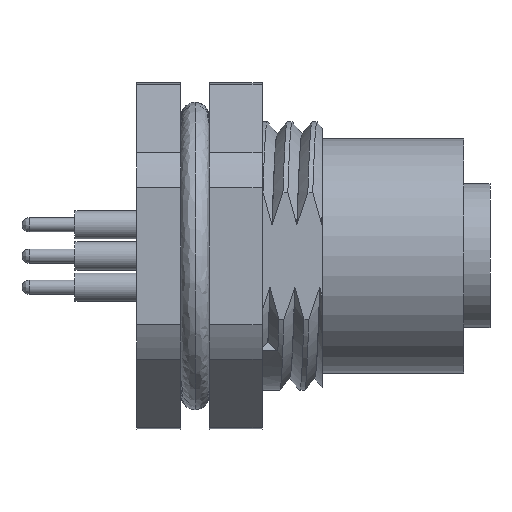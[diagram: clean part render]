
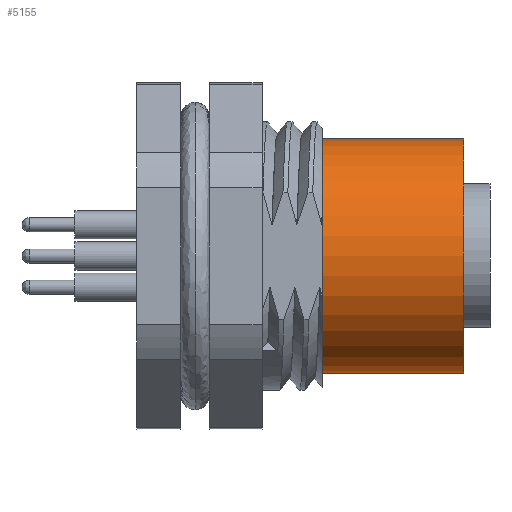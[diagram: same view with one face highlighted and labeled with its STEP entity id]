
A CAD part, front view. The second image highlights one B-rep face of the part: STEP entity #5155.
In plain terms, the highlighted cylindrical face has radius 6.63 mm (diameter 13.26 mm), a partial arc.
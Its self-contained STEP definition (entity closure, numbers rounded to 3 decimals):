
#347 = LINE ( 'NONE', #2573, #4481 ) ;
#647 = VERTEX_POINT ( 'NONE', #1350 ) ;
#738 = CIRCLE ( 'NONE', #1890, 6.63 ) ;
#836 = AXIS2_PLACEMENT_3D ( 'NONE', #2082, #2069, #2092 ) ;
#899 = EDGE_CURVE ( 'NONE', #7566, #7041, #738, .T. ) ;
#1322 = LINE ( 'NONE', #4549, #4041 ) ;
#1350 = CARTESIAN_POINT ( 'NONE',  ( 18.5, 0., -6.63 ) ) ;
#1556 = AXIS2_PLACEMENT_3D ( 'NONE', #2465, #2463, #2456 ) ;
#1824 = CARTESIAN_POINT ( 'NONE',  ( 10.5, 0., 0. ) ) ;
#1826 = DIRECTION ( 'NONE',  ( -1., 0., 0. ) ) ;
#1838 = DIRECTION ( 'NONE',  ( 0., 0., 1. ) ) ;
#1890 = AXIS2_PLACEMENT_3D ( 'NONE', #1824, #1826, #1838 ) ;
#1950 = ORIENTED_EDGE ( 'NONE', *, *, #899, .F. ) ;
#2069 = DIRECTION ( 'NONE',  ( -1., 0., 0. ) ) ;
#2082 = CARTESIAN_POINT ( 'NONE',  ( 0., 0., 0. ) ) ;
#2092 = DIRECTION ( 'NONE',  ( 0., 0., 1. ) ) ;
#2127 = ORIENTED_EDGE ( 'NONE', *, *, #6148, .T. ) ;
#2159 = ORIENTED_EDGE ( 'NONE', *, *, #6139, .F. ) ;
#2306 = CIRCLE ( 'NONE', #1556, 6.63 ) ;
#2456 = DIRECTION ( 'NONE',  ( 0., 0., 1. ) ) ;
#2463 = DIRECTION ( 'NONE',  ( -1., 0., 0. ) ) ;
#2465 = CARTESIAN_POINT ( 'NONE',  ( 18.5, 0., 0. ) ) ;
#2475 = CARTESIAN_POINT ( 'NONE',  ( 10.5, 0., -6.63 ) ) ;
#2540 = DIRECTION ( 'NONE',  ( -1., 0., 0. ) ) ;
#2573 = CARTESIAN_POINT ( 'NONE',  ( 0., 0., -6.63 ) ) ;
#4041 = VECTOR ( 'NONE', #4536, 1000. ) ;
#4481 = VECTOR ( 'NONE', #2540, 1000. ) ;
#4536 = DIRECTION ( 'NONE',  ( -1., 0., 0. ) ) ;
#4549 = CARTESIAN_POINT ( 'NONE',  ( 0., 0., 6.63 ) ) ;
#4601 = CARTESIAN_POINT ( 'NONE',  ( 10.5, 0., 6.63 ) ) ;
#5089 = EDGE_LOOP ( 'NONE', ( #2159, #2127, #7854, #1950 ) ) ;
#5155 = ADVANCED_FACE ( 'NONE', ( #7951 ), #7974, .T. ) ;
#6139 = EDGE_CURVE ( 'NONE', #647, #7566, #347, .T. ) ;
#6148 = EDGE_CURVE ( 'NONE', #647, #6666, #2306, .T. ) ;
#6666 = VERTEX_POINT ( 'NONE', #6948 ) ;
#6948 = CARTESIAN_POINT ( 'NONE',  ( 18.5, 0., 6.63 ) ) ;
#7041 = VERTEX_POINT ( 'NONE', #4601 ) ;
#7067 = EDGE_CURVE ( 'NONE', #6666, #7041, #1322, .T. ) ;
#7566 = VERTEX_POINT ( 'NONE', #2475 ) ;
#7854 = ORIENTED_EDGE ( 'NONE', *, *, #7067, .T. ) ;
#7951 = FACE_OUTER_BOUND ( 'NONE', #5089, .T. ) ;
#7974 = CYLINDRICAL_SURFACE ( 'NONE', #836, 6.63 ) ;
